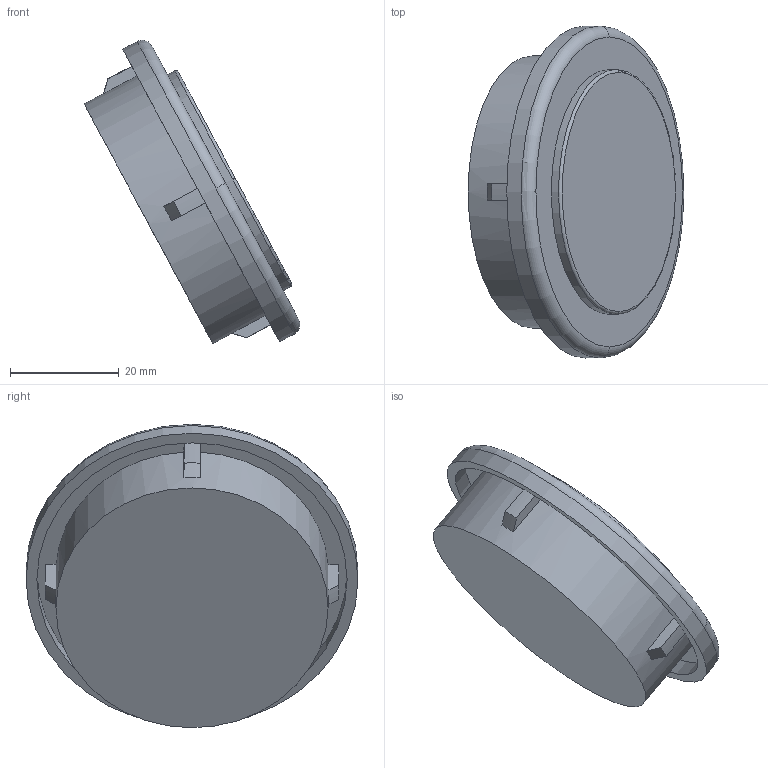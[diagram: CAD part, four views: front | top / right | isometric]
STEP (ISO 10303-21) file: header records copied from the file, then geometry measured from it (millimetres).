
FILE_DESCRIPTION(/* description */ (''),/* implementation_level */ '2;1');
FILE_NAME(/* name */ 'MANIFOLD_SOLID_BREP_503_.stp',/* time_stamp */ '2016-06-02T11:43:23+02:00',/* author */ (''),/* organization */ (''),/* preprocessor_version */ 'ST-DEVELOPER v16.5',/* originating_system */ 'Autodesk Translation Framework v5.0.0.3310',/* authorisation */ '');
FILE_SCHEMA (('AUTOMOTIVE_DESIGN { 1 0 10303 214 3 1 1 }'));
Length unit declared in the file: centimetre
Products named in the file (1): MANIFOLD_SOLID_BREP_503_
Bounding box: 39.62 x 61 x 55.76 mm (x, y, z)
Volume: 37673.6 mm3; surface area: 9755.6 mm2
Topology: 1 solids, 1 shells, 29 faces, 76 edges, 52 vertices
Faces by surface type: plane 13, cylinder 8, torus 4, cone 4
Full cylindrical faces by diameter (mm): 45 x1, 50 x1, 57 x1, 61 x1
Entity records: 924 total; most frequent: CARTESIAN_POINT 179, DIRECTION 160, ORIENTED_EDGE 142, EDGE_CURVE 71, AXIS2_PLACEMENT_3D 68, VERTEX_POINT 51, CIRCLE 38, EDGE_LOOP 36
